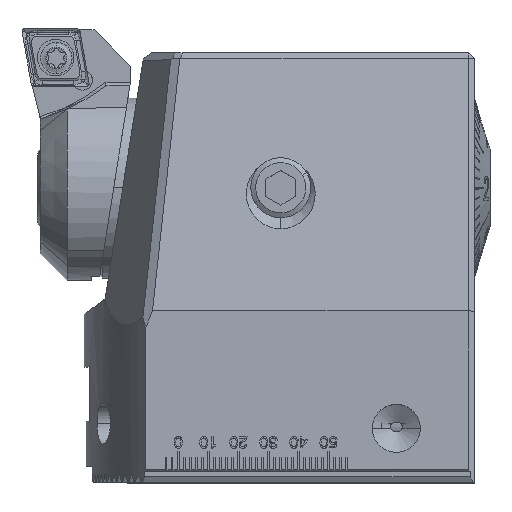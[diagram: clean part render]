
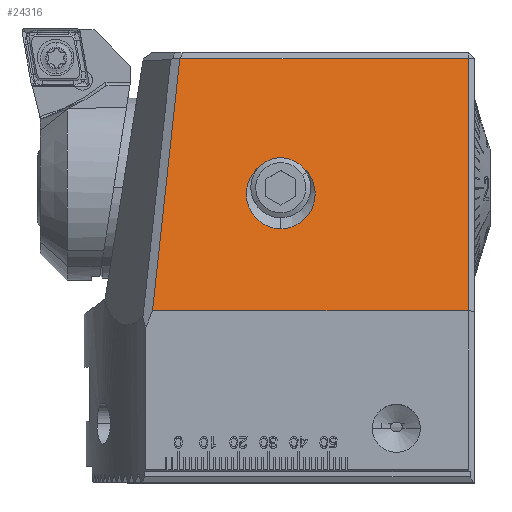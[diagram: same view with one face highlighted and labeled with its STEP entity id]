
A CAD part, top view. The second image highlights one B-rep face of the part: STEP entity #24316.
In plain terms, the highlighted planar face has unit normal (0, 0.174, 0.985).
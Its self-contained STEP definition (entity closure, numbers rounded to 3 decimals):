
#178 = VECTOR ( 'NONE', #16836, 1000. ) ;
#617 = CARTESIAN_POINT ( 'NONE',  ( 42.25, -21.629, 30.541 ) ) ;
#2379 = CARTESIAN_POINT ( 'NONE',  ( -0.001, -46.92, 35. ) ) ;
#3813 = CARTESIAN_POINT ( 'NONE',  ( 53.7, -33.262, 32.592 ) ) ;
#3982 = CARTESIAN_POINT ( 'NONE',  ( 53.7, -21.629, 30.541 ) ) ;
#4094 = CARTESIAN_POINT ( 'NONE',  ( 42.25, -33.262, 32.592 ) ) ;
#5615 = EDGE_CURVE ( 'NONE', #25449, #48652, #51980, .T. ) ;
#6288 = LINE ( 'NONE', #46444, #25640 ) ;
#6987 = EDGE_CURVE ( 'NONE', #48652, #25449, #23751, .T. ) ;
#8799 = VERTEX_POINT ( 'NONE', #51912 ) ;
#9161 = DIRECTION ( 'NONE',  ( -0.106, -0.979, 0.173 ) ) ;
#10271 = ORIENTED_EDGE ( 'NONE', *, *, #29792, .T. ) ;
#10793 = ORIENTED_EDGE ( 'NONE', *, *, #18936, .T. ) ;
#12528 = VECTOR ( 'NONE', #35079, 1000. ) ;
#14370 = ORIENTED_EDGE ( 'NONE', *, *, #5615, .F. ) ;
#14435 = CARTESIAN_POINT ( 'NONE',  ( 42.25, -33.262, 32.592 ) ) ;
#16836 = DIRECTION ( 'NONE',  ( 1., 0., 0. ) ) ;
#18936 = EDGE_CURVE ( 'NONE', #8799, #51401, #34554, .T. ) ;
#19036 = PLANE ( 'NONE',  #38121 ) ;
#22177 = LINE ( 'NONE', #49945, #178 ) ;
#23131 = DIRECTION ( 'NONE',  ( 0., -0.985, 0.174 ) ) ;
#23751 =( BOUNDED_CURVE ( )  B_SPLINE_CURVE ( 3, ( #24557, #3813, #3982, #32938 ),
 .UNSPECIFIED., .F., .T. ) 
 B_SPLINE_CURVE_WITH_KNOTS ( ( 4, 4 ),
 ( 0., 3.142 ),
 .UNSPECIFIED. ) 
 CURVE ( )  GEOMETRIC_REPRESENTATION_ITEM ( )  RATIONAL_B_SPLINE_CURVE ( ( 1., 0.333, 0.333, 1. ) ) 
 REPRESENTATION_ITEM ( '' )  );
#24316 = ADVANCED_FACE ( 'NONE', ( #25752, #24453 ), #19036, .T. ) ;
#24417 = VECTOR ( 'NONE', #24756, 1000. ) ;
#24453 = FACE_BOUND ( 'NONE', #45131, .T. ) ;
#24557 = CARTESIAN_POINT ( 'NONE',  ( 42.25, -33.262, 32.592 ) ) ;
#24671 = CARTESIAN_POINT ( 'NONE',  ( 30.8, -21.629, 30.541 ) ) ;
#24756 = DIRECTION ( 'NONE',  ( -1., 0., 0. ) ) ;
#25449 = VERTEX_POINT ( 'NONE', #617 ) ;
#25533 = EDGE_CURVE ( 'NONE', #50587, #31739, #6288, .T. ) ;
#25640 = VECTOR ( 'NONE', #9161, 1000. ) ;
#25752 = FACE_OUTER_BOUND ( 'NONE', #28122, .T. ) ;
#26658 = CARTESIAN_POINT ( 'NONE',  ( 25.431, -4.905, 27.592 ) ) ;
#28122 = EDGE_LOOP ( 'NONE', ( #10271, #10793, #38484, #50659 ) ) ;
#29651 = CARTESIAN_POINT ( 'NONE',  ( 73.5, -4.905, 27.592 ) ) ;
#29792 = EDGE_CURVE ( 'NONE', #31739, #8799, #22177, .T. ) ;
#31739 = VERTEX_POINT ( 'NONE', #37050 ) ;
#32938 = CARTESIAN_POINT ( 'NONE',  ( 42.25, -21.629, 30.541 ) ) ;
#34554 = LINE ( 'NONE', #51369, #12528 ) ;
#35079 = DIRECTION ( 'NONE',  ( 0., 0.985, -0.174 ) ) ;
#35455 = LINE ( 'NONE', #47929, #24417 ) ;
#37050 = CARTESIAN_POINT ( 'NONE',  ( 20.891, -46.92, 35. ) ) ;
#38121 = AXIS2_PLACEMENT_3D ( 'NONE', #2379, #48007, #23131 ) ;
#38484 = ORIENTED_EDGE ( 'NONE', *, *, #41448, .T. ) ;
#40165 = ORIENTED_EDGE ( 'NONE', *, *, #6987, .F. ) ;
#41448 = EDGE_CURVE ( 'NONE', #51401, #50587, #35455, .T. ) ;
#45131 = EDGE_LOOP ( 'NONE', ( #40165, #14370 ) ) ;
#46444 = CARTESIAN_POINT ( 'NONE',  ( 20.879, -47.027, 35.019 ) ) ;
#47929 = CARTESIAN_POINT ( 'NONE',  ( -0.001, -4.905, 27.592 ) ) ;
#48007 = DIRECTION ( 'NONE',  ( 0., 0.174, 0.985 ) ) ;
#48652 = VERTEX_POINT ( 'NONE', #14435 ) ;
#49515 = CARTESIAN_POINT ( 'NONE',  ( 30.8, -33.262, 32.592 ) ) ;
#49945 = CARTESIAN_POINT ( 'NONE',  ( -0.001, -46.92, 35. ) ) ;
#50587 = VERTEX_POINT ( 'NONE', #26658 ) ;
#50659 = ORIENTED_EDGE ( 'NONE', *, *, #25533, .T. ) ;
#51369 = CARTESIAN_POINT ( 'NONE',  ( 73.5, -46.92, 35. ) ) ;
#51401 = VERTEX_POINT ( 'NONE', #29651 ) ;
#51912 = CARTESIAN_POINT ( 'NONE',  ( 73.5, -46.92, 35. ) ) ;
#51980 =( BOUNDED_CURVE ( )  B_SPLINE_CURVE ( 3, ( #53676, #24671, #49515, #4094 ),
 .UNSPECIFIED., .F., .F. ) 
 B_SPLINE_CURVE_WITH_KNOTS ( ( 4, 4 ),
 ( 3.142, 6.283 ),
 .UNSPECIFIED. ) 
 CURVE ( )  GEOMETRIC_REPRESENTATION_ITEM ( )  RATIONAL_B_SPLINE_CURVE ( ( 1., 0.333, 0.333, 1. ) ) 
 REPRESENTATION_ITEM ( '' )  );
#53676 = CARTESIAN_POINT ( 'NONE',  ( 42.25, -21.629, 30.541 ) ) ;
